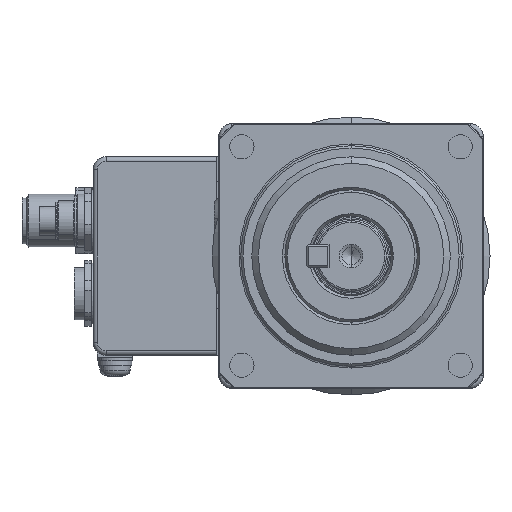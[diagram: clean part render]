
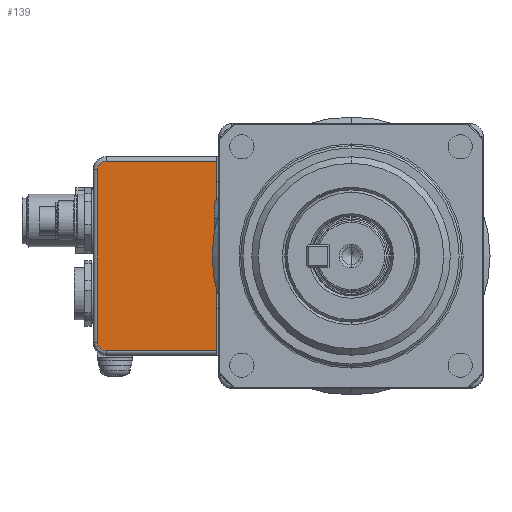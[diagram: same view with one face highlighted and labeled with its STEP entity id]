
A CAD part, left-side view. The second image highlights one B-rep face of the part: STEP entity #139.
In plain terms, the highlighted planar face has unit normal (-1, 0, 0).
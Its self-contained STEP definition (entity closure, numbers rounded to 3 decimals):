
#139 = ADVANCED_FACE ( 'NONE', ( #127690 ), #96779, .F. ) ;
#820 = VERTEX_POINT ( 'NONE', #88020 ) ;
#1225 = ORIENTED_EDGE ( 'NONE', *, *, #19897, .T. ) ;
#2767 = CARTESIAN_POINT ( 'NONE',  ( -47., 60.5, -8.5 ) ) ;
#3642 = AXIS2_PLACEMENT_3D ( 'NONE', #124341, #62141, #72925 ) ;
#3684 = VERTEX_POINT ( 'NONE', #61527 ) ;
#7734 = ORIENTED_EDGE ( 'NONE', *, *, #22418, .T. ) ;
#13165 = VERTEX_POINT ( 'NONE', #54039 ) ;
#14993 = CARTESIAN_POINT ( 'NONE',  ( -47., 85.5, -8.5 ) ) ;
#16088 = DIRECTION ( 'NONE',  ( 0., 0., -1. ) ) ;
#16166 = VERTEX_POINT ( 'NONE', #22893 ) ;
#19897 = EDGE_CURVE ( 'NONE', #43293, #13165, #64172, .T. ) ;
#20988 = LINE ( 'NONE', #121221, #118648 ) ;
#22041 = DIRECTION ( 'NONE',  ( 0., 0., -1. ) ) ;
#22418 = EDGE_CURVE ( 'NONE', #13165, #16166, #61104, .T. ) ;
#22551 = AXIS2_PLACEMENT_3D ( 'NONE', #107928, #77522, #16088 ) ;
#22893 = CARTESIAN_POINT ( 'NONE',  ( -47., 87.5, -10.5 ) ) ;
#35136 = VECTOR ( 'NONE', #118743, 1000. ) ;
#41950 = AXIS2_PLACEMENT_3D ( 'NONE', #53835, #105300, #22041 ) ;
#43293 = VERTEX_POINT ( 'NONE', #2767 ) ;
#43336 = EDGE_CURVE ( 'NONE', #43293, #820, #96044, .T. ) ;
#50566 = CARTESIAN_POINT ( 'NONE',  ( -47., 0., -51.5 ) ) ;
#51675 = LINE ( 'NONE', #50566, #128610 ) ;
#53835 = CARTESIAN_POINT ( 'NONE',  ( -47., 85.5, -49.5 ) ) ;
#54039 = CARTESIAN_POINT ( 'NONE',  ( -47., 85.5, -8.5 ) ) ;
#59858 = ORIENTED_EDGE ( 'NONE', *, *, #80601, .T. ) ;
#61104 = CIRCLE ( 'NONE', #3642, 2. ) ;
#61527 = CARTESIAN_POINT ( 'NONE',  ( -47., 87.5, -49.5 ) ) ;
#62141 = DIRECTION ( 'NONE',  ( -1., 0., 0. ) ) ;
#63458 = DIRECTION ( 'NONE',  ( 0., 0., -1. ) ) ;
#64172 = LINE ( 'NONE', #14993, #94492 ) ;
#67017 = ORIENTED_EDGE ( 'NONE', *, *, #91481, .T. ) ;
#72091 = DIRECTION ( 'NONE',  ( 0., -1., 0. ) ) ;
#72925 = DIRECTION ( 'NONE',  ( 0., 0., -1. ) ) ;
#77522 = DIRECTION ( 'NONE',  ( 1., 0., 0. ) ) ;
#78345 = ORIENTED_EDGE ( 'NONE', *, *, #43336, .F. ) ;
#80601 = EDGE_CURVE ( 'NONE', #3684, #103267, #102035, .T. ) ;
#83636 = CARTESIAN_POINT ( 'NONE',  ( -47., 85.5, -51.5 ) ) ;
#84850 = EDGE_CURVE ( 'NONE', #16166, #3684, #20988, .T. ) ;
#86977 = CARTESIAN_POINT ( 'NONE',  ( -47., 60.5, 0. ) ) ;
#88020 = CARTESIAN_POINT ( 'NONE',  ( -47., 60.5, -51.5 ) ) ;
#88295 = EDGE_LOOP ( 'NONE', ( #78345, #1225, #7734, #93461, #59858, #67017 ) ) ;
#91481 = EDGE_CURVE ( 'NONE', #103267, #820, #51675, .T. ) ;
#93461 = ORIENTED_EDGE ( 'NONE', *, *, #84850, .T. ) ;
#94492 = VECTOR ( 'NONE', #96128, 1000. ) ;
#96044 = LINE ( 'NONE', #86977, #35136 ) ;
#96128 = DIRECTION ( 'NONE',  ( 0., 1., 0. ) ) ;
#96779 = PLANE ( 'NONE',  #22551 ) ;
#102035 = CIRCLE ( 'NONE', #41950, 2. ) ;
#103267 = VERTEX_POINT ( 'NONE', #83636 ) ;
#105300 = DIRECTION ( 'NONE',  ( -1., 0., 0. ) ) ;
#107928 = CARTESIAN_POINT ( 'NONE',  ( -47., 0., 0. ) ) ;
#118648 = VECTOR ( 'NONE', #63458, 1000. ) ;
#118743 = DIRECTION ( 'NONE',  ( 0., 0., -1. ) ) ;
#121221 = CARTESIAN_POINT ( 'NONE',  ( -47., 87.5, 0. ) ) ;
#124341 = CARTESIAN_POINT ( 'NONE',  ( -47., 85.5, -10.5 ) ) ;
#127690 = FACE_OUTER_BOUND ( 'NONE', #88295, .T. ) ;
#128610 = VECTOR ( 'NONE', #72091, 1000. ) ;
